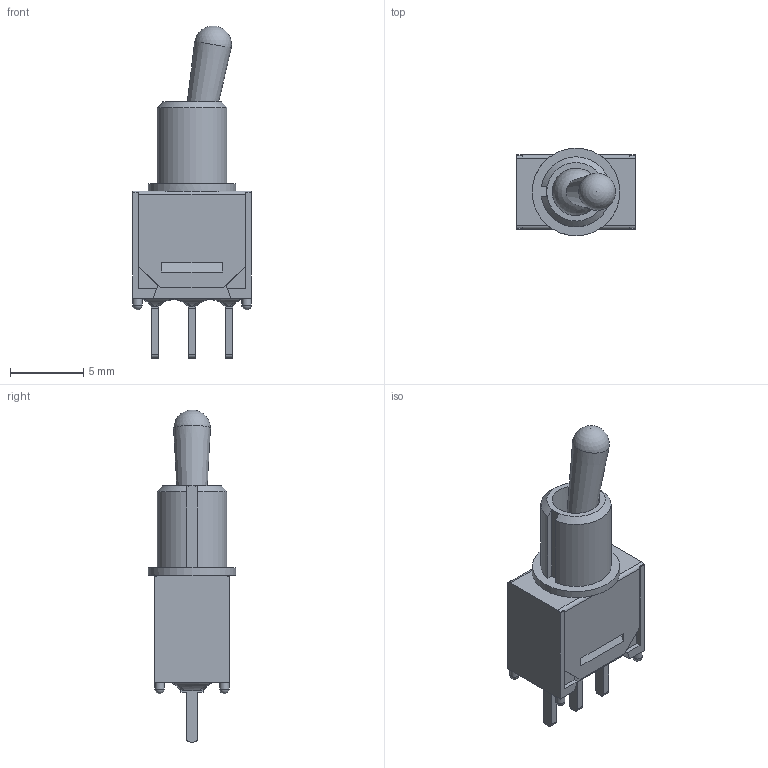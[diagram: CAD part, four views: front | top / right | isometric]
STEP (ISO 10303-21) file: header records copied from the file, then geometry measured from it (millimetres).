
FILE_DESCRIPTION((' '),'2;1');
FILE_NAME('200MSPxT2B4M2xE.stp','2017-08-02T10:52:23',(' '),(' '),' ','ACIS',' ');
FILE_SCHEMA(('CONFIG_CONTROL_DESIGN'));
Length unit declared in the file: inch
Products named in the file (1): 200MSPxT2B4M2xE.stp
Bounding box: 8.13 x 6 x 22.73 mm (x, y, z)
Volume: 282.9 mm3; surface area: 758.8 mm2
Topology: 1 solids, 2 shells, 141 faces, 386 edges, 249 vertices
Faces by surface type: plane 104, cylinder 21, bspline 8, sphere 6, cone 2
Full cylindrical faces by diameter (mm): 0.65 x4, 3.25 x1, 6 x1
Entity records: 4811 total; most frequent: CARTESIAN_POINT 1326, ORIENTED_EDGE 724, DIRECTION 641, EDGE_CURVE 362, VECTOR 265, LINE 265, VERTEX_POINT 238, AXIS2_PLACEMENT_3D 188
